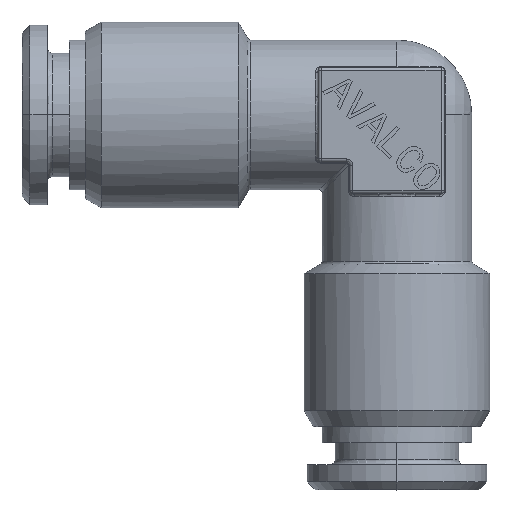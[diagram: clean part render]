
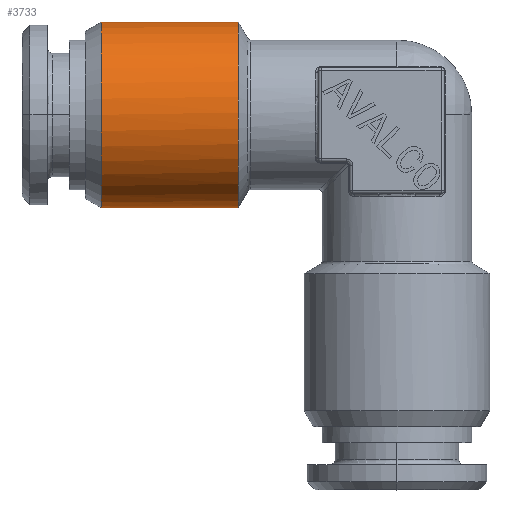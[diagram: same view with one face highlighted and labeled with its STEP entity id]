
A CAD part, top view. The second image highlights one B-rep face of the part: STEP entity #3733.
In plain terms, the highlighted cylindrical face has radius 5.9 mm (diameter 11.8 mm), a partial arc.
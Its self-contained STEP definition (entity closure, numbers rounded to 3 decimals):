
#3482=CARTESIAN_POINT('Axis2P3D Location',(-18.78,0.,0.)) ;
#3486=CARTESIAN_POINT('Vertex',(-18.78,5.9,0.)) ;
#3488=CARTESIAN_POINT('Vertex',(-18.78,-5.9,0.)) ;
#3691=CARTESIAN_POINT('Axis2P3D Location',(-19.875,0.,0.)) ;
#3696=CARTESIAN_POINT('Line Origine',(-19.875,-5.9,0.)) ;
#3700=CARTESIAN_POINT('Vertex',(-10.076,-5.9,0.)) ;
#3704=CARTESIAN_POINT('Control Point',(-10.076,5.9,0.)) ;
#3705=CARTESIAN_POINT('Control Point',(-10.076,5.9,0.927)) ;
#3706=CARTESIAN_POINT('Control Point',(-10.076,5.718,1.854)) ;
#3707=CARTESIAN_POINT('Control Point',(-10.076,5.354,2.733)) ;
#3708=CARTESIAN_POINT('Control Point',(-10.076,4.301,4.301)) ;
#3709=CARTESIAN_POINT('Control Point',(-10.076,2.733,5.354)) ;
#3710=CARTESIAN_POINT('Control Point',(-10.076,1.854,5.718)) ;
#3711=CARTESIAN_POINT('Control Point',(-10.076,0.,6.082)) ;
#3712=CARTESIAN_POINT('Control Point',(-10.076,-1.854,5.718)) ;
#3713=CARTESIAN_POINT('Control Point',(-10.076,-2.733,5.354)) ;
#3714=CARTESIAN_POINT('Control Point',(-10.076,-4.301,4.301)) ;
#3715=CARTESIAN_POINT('Control Point',(-10.076,-5.354,2.733)) ;
#3716=CARTESIAN_POINT('Control Point',(-10.076,-5.718,1.854)) ;
#3717=CARTESIAN_POINT('Control Point',(-10.076,-5.9,0.927)) ;
#3718=CARTESIAN_POINT('Control Point',(-10.076,-5.9,0.)) ;
#3719=CARTESIAN_POINT('Vertex',(-10.076,5.9,0.)) ;
#3722=CARTESIAN_POINT('Line Origine',(-19.875,5.9,0.)) ;
#3483=DIRECTION('Axis2P3D Direction',(1.,0.,0.)) ;
#3692=DIRECTION('Axis2P3D Direction',(1.,0.,0.)) ;
#3693=DIRECTION('Axis2P3D XDirection',(0.,1.,0.)) ;
#3697=DIRECTION('Vector Direction',(1.,0.,0.)) ;
#3723=DIRECTION('Vector Direction',(1.,0.,0.)) ;
#3484=AXIS2_PLACEMENT_3D('Circle Axis2P3D',#3482,#3483,$) ;
#3694=AXIS2_PLACEMENT_3D('Cylinder Axis2P3D',#3691,#3692,#3693) ;
#3728=ORIENTED_EDGE('',*,*,#3490,.T.) ;
#3729=ORIENTED_EDGE('',*,*,#3702,.T.) ;
#3730=ORIENTED_EDGE('',*,*,#3721,.F.) ;
#3731=ORIENTED_EDGE('',*,*,#3726,.T.) ;
#3698=VECTOR('Line Direction',#3697,1.) ;
#3724=VECTOR('Line Direction',#3723,1.) ;
#3733=ADVANCED_FACE('MANIFOLD_SOLID_BREP #6292',(#3732),#3695,.T.) ;
#3703=B_SPLINE_CURVE_WITH_KNOTS('',5,(#3704,#3705,#3706,#3707,#3708,#3709,#3710,#3711,#3712,#3713,#3714,#3715,#3716,#3717,#3718),.UNSPECIFIED.,.F.,.U.,(6,3,3,3,6),(-9.268,-4.634,0.,4.634,9.268),.UNSPECIFIED.) ;
#3485=CIRCLE('generated circle',#3484,5.9) ;
#3695=CYLINDRICAL_SURFACE('generated cylinder',#3694,5.9) ;
#3490=EDGE_CURVE('',#3487,#3489,#3485,.T.) ;
#3702=EDGE_CURVE('',#3489,#3701,#3699,.T.) ;
#3721=EDGE_CURVE('',#3720,#3701,#3703,.T.) ;
#3726=EDGE_CURVE('',#3720,#3487,#3725,.F.) ;
#3727=EDGE_LOOP('',(#3728,#3729,#3730,#3731)) ;
#3732=FACE_OUTER_BOUND('',#3727,.T.) ;
#3699=LINE('Line',#3696,#3698) ;
#3725=LINE('Line',#3722,#3724) ;
#3487=VERTEX_POINT('',#3486) ;
#3489=VERTEX_POINT('',#3488) ;
#3701=VERTEX_POINT('',#3700) ;
#3720=VERTEX_POINT('',#3719) ;
